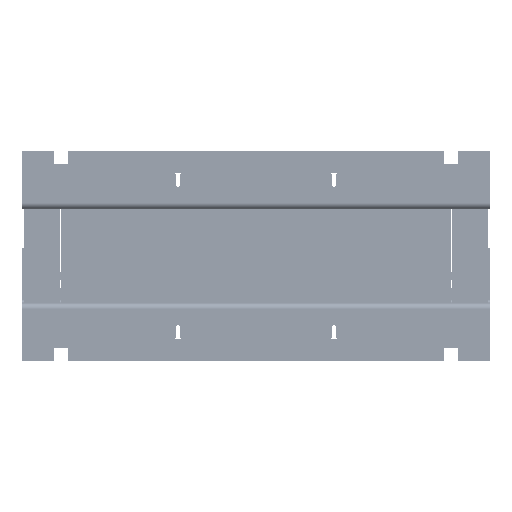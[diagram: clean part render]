
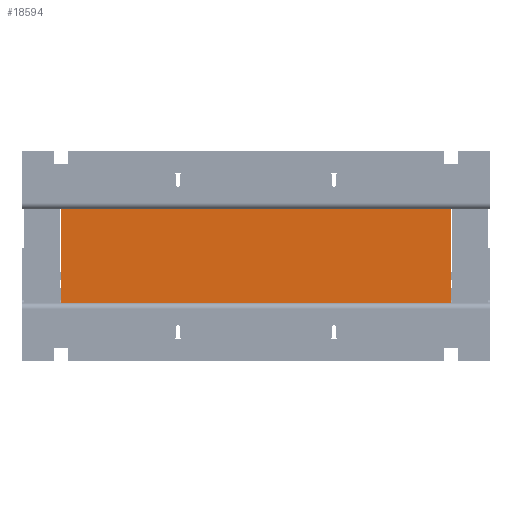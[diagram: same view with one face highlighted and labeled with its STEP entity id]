
A CAD part, front view. The second image highlights one B-rep face of the part: STEP entity #18594.
In plain terms, the highlighted face is planar.
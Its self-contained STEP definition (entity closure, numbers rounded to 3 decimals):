
#322=LINE('',#26687,#2520);
#325=LINE('',#26693,#2523);
#326=LINE('',#26695,#2524);
#327=LINE('',#26696,#2525);
#2520=VECTOR('',#21398,10.);
#2523=VECTOR('',#21403,10.);
#2524=VECTOR('',#21404,10.);
#2525=VECTOR('',#21405,10.);
#4703=PLANE('',#19803);
#5526=FACE_OUTER_BOUND('',#6509,.T.);
#6509=EDGE_LOOP('',(#12763,#12764,#12765,#12766));
#8099=VERTEX_POINT('',#26684);
#8100=VERTEX_POINT('',#26686);
#8102=VERTEX_POINT('',#26692);
#8103=VERTEX_POINT('',#26694);
#9973=EDGE_CURVE('',#8100,#8099,#322,.T.);
#9976=EDGE_CURVE('',#8099,#8102,#325,.T.);
#9977=EDGE_CURVE('',#8102,#8103,#326,.T.);
#9978=EDGE_CURVE('',#8103,#8100,#327,.T.);
#12763=ORIENTED_EDGE('',*,*,#9976,.T.);
#12764=ORIENTED_EDGE('',*,*,#9977,.T.);
#12765=ORIENTED_EDGE('',*,*,#9978,.T.);
#12766=ORIENTED_EDGE('',*,*,#9973,.T.);
#18594=ADVANCED_FACE('',(#5526),#4703,.T.);
#19803=AXIS2_PLACEMENT_3D('',#26691,#21401,#21402);
#21398=DIRECTION('',(0.,0.,1.));
#21401=DIRECTION('center_axis',(0.,1.,0.));
#21402=DIRECTION('ref_axis',(0.,0.,1.));
#21403=DIRECTION('',(1.,0.,0.));
#21404=DIRECTION('',(0.,0.,-1.));
#21405=DIRECTION('',(-1.,0.,0.));
#26684=CARTESIAN_POINT('',(-125.,125.,30.));
#26686=CARTESIAN_POINT('',(-125.,125.,-30.));
#26687=CARTESIAN_POINT('',(-125.,125.,0.));
#26691=CARTESIAN_POINT('Origin',(-125.,125.,0.));
#26692=CARTESIAN_POINT('',(125.,125.,30.));
#26693=CARTESIAN_POINT('',(125.,125.,30.));
#26694=CARTESIAN_POINT('',(125.,125.,-30.));
#26695=CARTESIAN_POINT('',(125.,125.,0.));
#26696=CARTESIAN_POINT('',(125.,125.,-30.));
